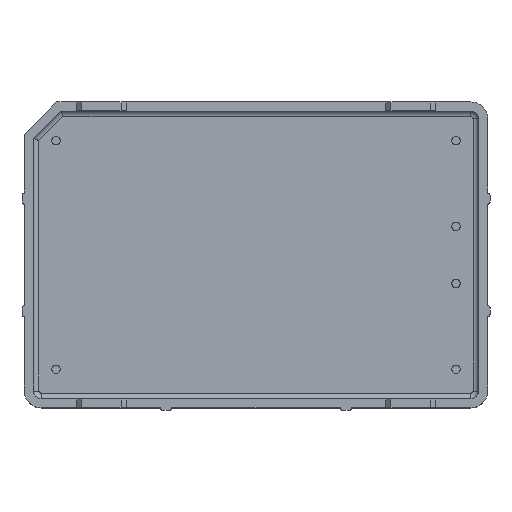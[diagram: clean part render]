
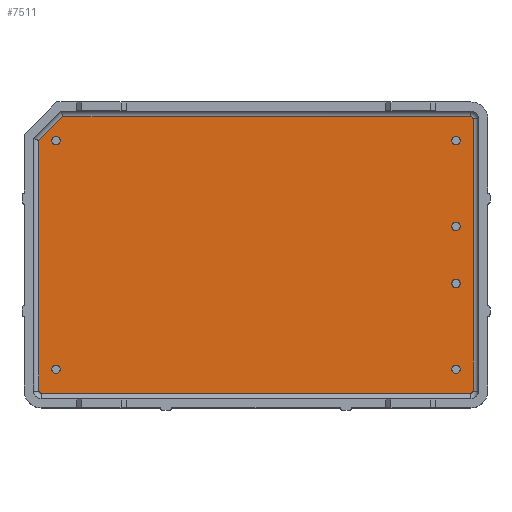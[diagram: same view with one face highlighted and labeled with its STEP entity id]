
A CAD part, top view. The second image highlights one B-rep face of the part: STEP entity #7511.
In plain terms, the highlighted planar face has unit normal (0, 0, 1).
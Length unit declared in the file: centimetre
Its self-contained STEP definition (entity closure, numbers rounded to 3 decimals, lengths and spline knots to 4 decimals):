
#247=PLANE('',#7984);
#629=VECTOR('',#8615,1.);
#630=VECTOR('',#8626,1.);
#631=VECTOR('',#8634,1.);
#632=VECTOR('',#8644,1.);
#633=VECTOR('',#8652,1.);
#1519=LINE('',#10168,#629);
#1520=LINE('',#10178,#630);
#1521=LINE('',#10184,#631);
#1522=LINE('',#10192,#632);
#1523=LINE('',#10198,#633);
#2408=VERTEX_POINT('',#10169);
#2409=VERTEX_POINT('',#10170);
#2410=VERTEX_POINT('',#10175);
#2411=VERTEX_POINT('',#10177);
#2412=VERTEX_POINT('',#10181);
#2413=VERTEX_POINT('',#10187);
#2414=VERTEX_POINT('',#10191);
#2415=VERTEX_POINT('',#10195);
#2416=VERTEX_POINT('',#10201);
#2417=VERTEX_POINT('',#10203);
#2418=VERTEX_POINT('',#10205);
#2419=VERTEX_POINT('',#10207);
#2420=VERTEX_POINT('',#10209);
#2421=VERTEX_POINT('',#10211);
#3079=CIRCLE('',#7972,0.02);
#3082=CIRCLE('',#7977,0.02);
#3085=CIRCLE('',#7982,0.02);
#3086=CIRCLE('',#7985,0.0365);
#3087=CIRCLE('',#7986,0.0365);
#3088=CIRCLE('',#7987,0.0365);
#3089=CIRCLE('',#7988,0.0365);
#3090=CIRCLE('',#7989,0.0365);
#3091=CIRCLE('',#7990,0.0365);
#3311=EDGE_CURVE('',#2408,#2409,#1519,.T.);
#3316=EDGE_CURVE('',#2411,#2410,#1520,.T.);
#3317=EDGE_CURVE('',#2410,#2412,#3079,.T.);
#3319=EDGE_CURVE('',#2412,#2408,#1521,.T.);
#3321=EDGE_CURVE('',#2413,#2411,#3082,.T.);
#3323=EDGE_CURVE('',#2414,#2413,#1522,.T.);
#3325=EDGE_CURVE('',#2415,#2414,#3085,.T.);
#3326=EDGE_CURVE('',#2409,#2415,#1523,.T.);
#3327=EDGE_CURVE('',#2416,#2416,#3086,.T.);
#3328=EDGE_CURVE('',#2417,#2417,#3087,.T.);
#3329=EDGE_CURVE('',#2418,#2418,#3088,.T.);
#3330=EDGE_CURVE('',#2419,#2419,#3089,.T.);
#3331=EDGE_CURVE('',#2420,#2420,#3090,.T.);
#3332=EDGE_CURVE('',#2421,#2421,#3091,.T.);
#4613=ORIENTED_EDGE('',*,*,#3319,.F.);
#4614=ORIENTED_EDGE('',*,*,#3317,.F.);
#4615=ORIENTED_EDGE('',*,*,#3316,.F.);
#4616=ORIENTED_EDGE('',*,*,#3321,.F.);
#4617=ORIENTED_EDGE('',*,*,#3323,.F.);
#4618=ORIENTED_EDGE('',*,*,#3325,.F.);
#4619=ORIENTED_EDGE('',*,*,#3326,.F.);
#4620=ORIENTED_EDGE('',*,*,#3311,.F.);
#4621=ORIENTED_EDGE('',*,*,#3327,.T.);
#4622=ORIENTED_EDGE('',*,*,#3328,.T.);
#4623=ORIENTED_EDGE('',*,*,#3329,.T.);
#4624=ORIENTED_EDGE('',*,*,#3330,.T.);
#4625=ORIENTED_EDGE('',*,*,#3331,.T.);
#4626=ORIENTED_EDGE('',*,*,#3332,.T.);
#6559=EDGE_LOOP('',(#4613,#4614,#4615,#4616,#4617,#4618,#4619,#4620));
#6560=EDGE_LOOP('',(#4621));
#6561=EDGE_LOOP('',(#4622));
#6562=EDGE_LOOP('',(#4623));
#6563=EDGE_LOOP('',(#4624));
#6564=EDGE_LOOP('',(#4625));
#6565=EDGE_LOOP('',(#4626));
#7036=FACE_BOUND('',#6559,.T.);
#7037=FACE_BOUND('',#6560,.T.);
#7038=FACE_BOUND('',#6561,.T.);
#7039=FACE_BOUND('',#6562,.T.);
#7040=FACE_BOUND('',#6563,.T.);
#7041=FACE_BOUND('',#6564,.T.);
#7042=FACE_BOUND('',#6565,.T.);
#7511=ADVANCED_FACE('',(#7036,#7037,#7038,#7039,#7040,#7041,#7042),#247,
 .T.);
#7972=AXIS2_PLACEMENT_3D('',#10180,#8628,#8629);
#7977=AXIS2_PLACEMENT_3D('',#10188,#8638,#8639);
#7982=AXIS2_PLACEMENT_3D('',#10196,#8648,#8649);
#7984=AXIS2_PLACEMENT_3D('',#10199,#8653,$);
#7985=AXIS2_PLACEMENT_3D('',#10200,#8654,#8655);
#7986=AXIS2_PLACEMENT_3D('',#10202,#8656,#8657);
#7987=AXIS2_PLACEMENT_3D('',#10204,#8658,#8659);
#7988=AXIS2_PLACEMENT_3D('',#10206,#8660,#8661);
#7989=AXIS2_PLACEMENT_3D('',#10208,#8662,#8663);
#7990=AXIS2_PLACEMENT_3D('',#10210,#8664,#8665);
#8615=DIRECTION('',(0.707,0.707,0.));
#8626=DIRECTION('',(-1.,0.,0.));
#8628=DIRECTION('',(0.,0.,-1.));
#8629=DIRECTION('',(-0.014,-0.014,0.));
#8634=DIRECTION('',(0.,1.,0.));
#8638=DIRECTION('',(0.,0.,-1.));
#8639=DIRECTION('',(0.014,-0.014,0.));
#8644=DIRECTION('',(0.,-1.,0.));
#8648=DIRECTION('',(0.,0.,-1.));
#8649=DIRECTION('',(0.014,0.014,0.));
#8652=DIRECTION('',(1.,0.,0.));
#8653=DIRECTION('',(0.,0.,1.));
#8654=DIRECTION('',(0.,0.,-1.));
#8655=DIRECTION('',(0.032,0.018,0.));
#8656=DIRECTION('',(0.,0.,-1.));
#8657=DIRECTION('',(0.032,0.018,0.));
#8658=DIRECTION('',(0.,0.,-1.));
#8659=DIRECTION('',(0.032,0.018,0.));
#8660=DIRECTION('',(0.,0.,-1.));
#8661=DIRECTION('',(0.032,0.018,0.));
#8662=DIRECTION('',(0.,0.,-1.));
#8663=DIRECTION('',(0.032,0.018,0.));
#8664=DIRECTION('',(0.,0.,-1.));
#8665=DIRECTION('',(0.032,0.018,0.));
#10168=CARTESIAN_POINT('',(-1.6465,1.2996,0.746));
#10169=CARTESIAN_POINT('',(-1.93,1.0162,0.746));
#10170=CARTESIAN_POINT('',(-1.7162,1.23,0.746));
#10175=CARTESIAN_POINT('',(-1.91,-1.23,0.746));
#10177=CARTESIAN_POINT('',(1.91,-1.23,0.746));
#10178=CARTESIAN_POINT('',(0.0091,-1.23,0.746));
#10180=CARTESIAN_POINT('',(-1.91,-1.21,0.746));
#10181=CARTESIAN_POINT('',(-1.93,-1.21,0.746));
#10184=CARTESIAN_POINT('',(-1.93,-0.0494,0.746));
#10187=CARTESIAN_POINT('',(1.93,-1.21,0.746));
#10188=CARTESIAN_POINT('',(1.91,-1.21,0.746));
#10191=CARTESIAN_POINT('',(1.93,1.21,0.746));
#10192=CARTESIAN_POINT('',(1.93,-0.0061,0.746));
#10195=CARTESIAN_POINT('',(1.91,1.23,0.746));
#10196=CARTESIAN_POINT('',(1.91,1.21,0.746));
#10198=CARTESIAN_POINT('',(0.0524,1.23,0.746));
#10199=CARTESIAN_POINT('',(0.0183,-0.0122,0.746));
#10200=CARTESIAN_POINT('',(-1.778,1.015,0.746));
#10201=CARTESIAN_POINT('',(-1.8095,0.9966,0.746));
#10202=CARTESIAN_POINT('',(1.778,0.253,0.746));
#10203=CARTESIAN_POINT('',(1.7465,0.2346,0.746));
#10204=CARTESIAN_POINT('',(1.778,-1.017,0.746));
#10205=CARTESIAN_POINT('',(1.7465,-1.0354,0.746));
#10206=CARTESIAN_POINT('',(-1.778,-1.017,0.746));
#10207=CARTESIAN_POINT('',(-1.8095,-1.0354,0.746));
#10208=CARTESIAN_POINT('',(1.778,-0.255,0.746));
#10209=CARTESIAN_POINT('',(1.7465,-0.2734,0.746));
#10210=CARTESIAN_POINT('',(1.778,1.015,0.746));
#10211=CARTESIAN_POINT('',(1.7465,0.9966,0.746));
